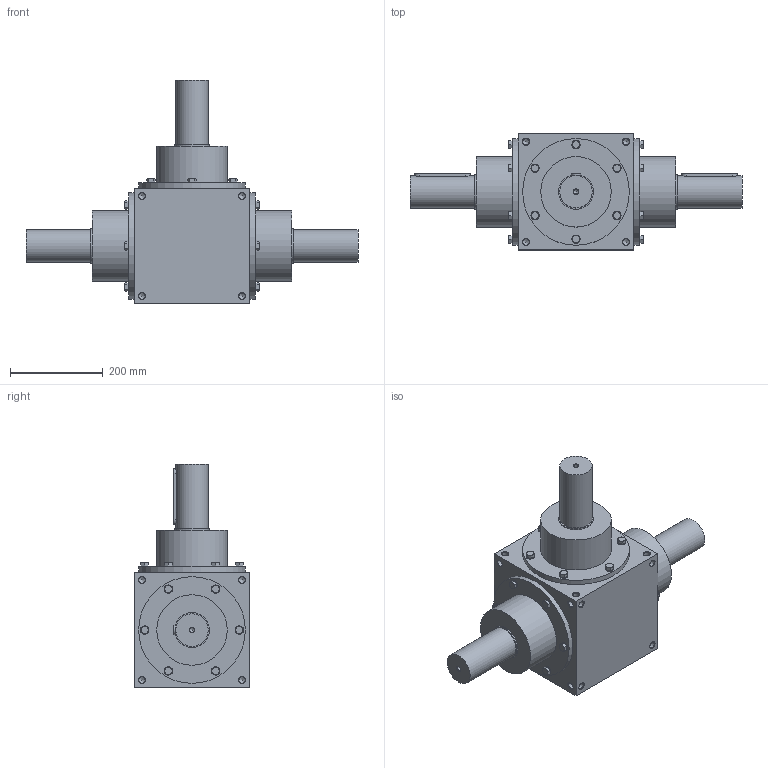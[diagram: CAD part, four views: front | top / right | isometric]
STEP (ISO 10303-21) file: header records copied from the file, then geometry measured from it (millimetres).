
FILE_DESCRIPTION(/* description */ ('STEP AP203'),/* implementation_level */ '2;1');
FILE_NAME(/* name */ 'RZ250_S8_R.1_1',/* time_stamp */ '2022-12-06T11:14:22+01:00',/* author */ ('License CC BY-ND 4.0'),/* organization */ ('CADENAS'),/* preprocessor_version */ 'ST-DEVELOPER v18.102',/* originating_system */ 'PARTsolutions',/* authorisation */ ' ');
FILE_SCHEMA (('CONFIG_CONTROL_DESIGN'));
Length unit declared in the file: millimetre
Products named in the file (4): RZ250_S8_R.1/1; RR250-shaft; RC_RR250-screw; RZ2508-case
Assembly tree (22 placements, depth 2):
  RZ250_S8_R.1/1
    RR250-shaft  x3
    RC_RR250-screw  x18
    RZ2508-case
Bounding box: 716 x 250 x 483 mm (x, y, z)
Volume: 22875160.1 mm3; surface area: 819854.6 mm2
Topology: 22 solids, 22 shells, 645 faces, 1484 edges, 866 vertices
Faces by surface type: plane 393, cone 162, cylinder 90
Full cylindrical faces by diameter (mm): 10.106 x3, 13.835 x48, 17.5 x18, 70 x3, 75 x6, 152 x3, 230 x3
Entity records: 4456 total; most frequent: DIRECTION 838, CARTESIAN_POINT 744, ORIENTED_EDGE 544, AXIS2_PLACEMENT_3D 397, FACE_BOUND 307, EDGE_LOOP 282, EDGE_CURVE 272, VERTEX_POINT 233
